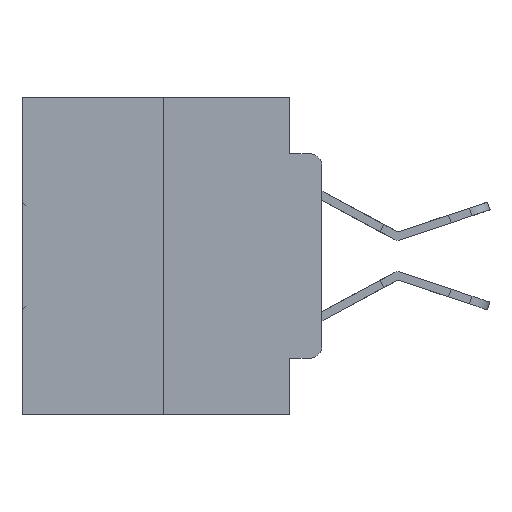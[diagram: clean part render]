
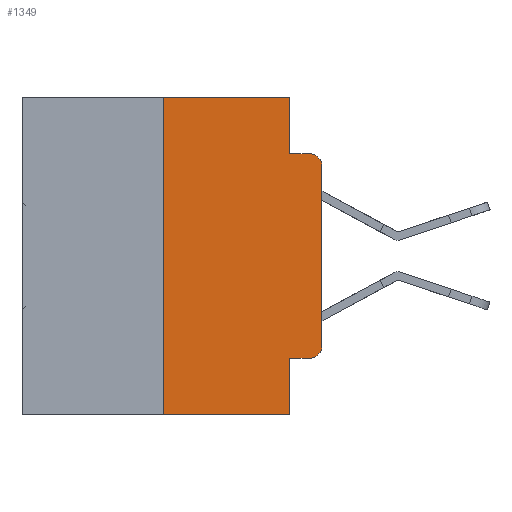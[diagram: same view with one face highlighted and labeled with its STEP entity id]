
A CAD part, left-side view. The second image highlights one B-rep face of the part: STEP entity #1349.
In plain terms, the highlighted planar face has unit normal (-1, 0, 0).
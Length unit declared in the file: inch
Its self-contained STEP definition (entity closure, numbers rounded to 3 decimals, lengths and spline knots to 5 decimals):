
#185 = CIRCLE ( 'NONE', #5796, 0.02 ) ;
#1349 = ADVANCED_FACE ( 'NONE', ( #16535 ), #31134, .F. ) ;
#1584 = CARTESIAN_POINT ( 'NONE',  ( 0., 0.02, -0.3915 ) ) ;
#1709 = DIRECTION ( 'NONE',  ( 0., 0., -1. ) ) ;
#2595 = ORIENTED_EDGE ( 'NONE', *, *, #13128, .F. ) ;
#2695 = ORIENTED_EDGE ( 'NONE', *, *, #24387, .T. ) ;
#2763 = ORIENTED_EDGE ( 'NONE', *, *, #6144, .T. ) ;
#3706 = VERTEX_POINT ( 'NONE', #26423 ) ;
#5463 = CARTESIAN_POINT ( 'NONE',  ( 0., 0.051, -0.0885 ) ) ;
#5572 = CARTESIAN_POINT ( 'NONE',  ( 0., 0.02, -0.4115 ) ) ;
#5796 = AXIS2_PLACEMENT_3D ( 'NONE', #1584, #30847, #13652 ) ;
#6035 = CARTESIAN_POINT ( 'NONE',  ( 0., 0.25, 0. ) ) ;
#6088 = EDGE_CURVE ( 'NONE', #23626, #22557, #29498, .T. ) ;
#6144 = EDGE_CURVE ( 'NONE', #6932, #9839, #17612, .T. ) ;
#6932 = VERTEX_POINT ( 'NONE', #29271 ) ;
#7231 = VECTOR ( 'NONE', #19645, 39.37008 ) ;
#7433 = DIRECTION ( 'NONE',  ( 0., -1., 0. ) ) ;
#7698 = DIRECTION ( 'NONE',  ( 0., 0., 1. ) ) ;
#8381 = CARTESIAN_POINT ( 'NONE',  ( 0., 0.02, -0.1085 ) ) ;
#8649 = ORIENTED_EDGE ( 'NONE', *, *, #9382, .F. ) ;
#9382 = EDGE_CURVE ( 'NONE', #24362, #11346, #17884, .T. ) ;
#9787 = VECTOR ( 'NONE', #7433, 39.37008 ) ;
#9839 = VERTEX_POINT ( 'NONE', #5572 ) ;
#10965 = DIRECTION ( 'NONE',  ( -1., 0., 0. ) ) ;
#11206 = DIRECTION ( 'NONE',  ( 1., 0., 0. ) ) ;
#11345 = CARTESIAN_POINT ( 'NONE',  ( 0., 0.25, -0.5 ) ) ;
#11346 = VERTEX_POINT ( 'NONE', #21542 ) ;
#11695 = VECTOR ( 'NONE', #24915, 39.37008 ) ;
#12557 = CARTESIAN_POINT ( 'NONE',  ( 0., 0.25, 0. ) ) ;
#13128 = EDGE_CURVE ( 'NONE', #23626, #24339, #27200, .T. ) ;
#13131 = DIRECTION ( 'NONE',  ( 0., 0., -1. ) ) ;
#13554 = DIRECTION ( 'NONE',  ( 0., 0., -1. ) ) ;
#13652 = DIRECTION ( 'NONE',  ( 0., 0., -1. ) ) ;
#13814 = CARTESIAN_POINT ( 'NONE',  ( 0., 0.051, -0.0885 ) ) ;
#14796 = CARTESIAN_POINT ( 'NONE',  ( 0., 0.051, 0. ) ) ;
#14883 = CARTESIAN_POINT ( 'NONE',  ( 0., 0.473, -0.5 ) ) ;
#15654 = EDGE_CURVE ( 'NONE', #3706, #11346, #21192, .T. ) ;
#15889 = EDGE_CURVE ( 'NONE', #31148, #3706, #16774, .T. ) ;
#16068 = VECTOR ( 'NONE', #7698, 39.37008 ) ;
#16083 = DIRECTION ( 'NONE',  ( 0., -1., 0. ) ) ;
#16535 = FACE_OUTER_BOUND ( 'NONE', #24111, .T. ) ;
#16774 = LINE ( 'NONE', #26585, #16068 ) ;
#17611 = ORIENTED_EDGE ( 'NONE', *, *, #25319, .F. ) ;
#17612 = LINE ( 'NONE', #27425, #26255 ) ;
#17884 = LINE ( 'NONE', #5463, #28167 ) ;
#17911 = ORIENTED_EDGE ( 'NONE', *, *, #31408, .F. ) ;
#18045 = VERTEX_POINT ( 'NONE', #20808 ) ;
#19270 = CARTESIAN_POINT ( 'NONE',  ( 0., 0.473, 0. ) ) ;
#19468 = LINE ( 'NONE', #14796, #11695 ) ;
#19645 = DIRECTION ( 'NONE',  ( 0., 0., 1. ) ) ;
#20312 = DIRECTION ( 'NONE',  ( 0., -1., 0. ) ) ;
#20426 = ORIENTED_EDGE ( 'NONE', *, *, #6088, .T. ) ;
#20800 = VECTOR ( 'NONE', #16083, 39.37008 ) ;
#20808 = CARTESIAN_POINT ( 'NONE',  ( 0., 0.051, 0. ) ) ;
#21192 = CIRCLE ( 'NONE', #30934, 0.02 ) ;
#21246 = ORIENTED_EDGE ( 'NONE', *, *, #15889, .T. ) ;
#21542 = CARTESIAN_POINT ( 'NONE',  ( 0., 0.02, -0.0885 ) ) ;
#22224 = CARTESIAN_POINT ( 'NONE',  ( 0., 0.051, -0.5 ) ) ;
#22557 = VERTEX_POINT ( 'NONE', #22224 ) ;
#23626 = VERTEX_POINT ( 'NONE', #11345 ) ;
#23906 = LINE ( 'NONE', #19270, #20800 ) ;
#24111 = EDGE_LOOP ( 'NONE', ( #21246, #30901, #8649, #26245, #17611, #2595, #20426, #17911, #2763, #2695 ) ) ;
#24339 = VERTEX_POINT ( 'NONE', #6035 ) ;
#24362 = VERTEX_POINT ( 'NONE', #13814 ) ;
#24387 = EDGE_CURVE ( 'NONE', #9839, #31148, #185, .T. ) ;
#24677 = AXIS2_PLACEMENT_3D ( 'NONE', #26346, #11206, #1709 ) ;
#24915 = DIRECTION ( 'NONE',  ( 0., 0., -1. ) ) ;
#25319 = EDGE_CURVE ( 'NONE', #24339, #18045, #23906, .T. ) ;
#26245 = ORIENTED_EDGE ( 'NONE', *, *, #28191, .F. ) ;
#26255 = VECTOR ( 'NONE', #27901, 39.37008 ) ;
#26346 = CARTESIAN_POINT ( 'NONE',  ( 0., 0.473, 0. ) ) ;
#26403 = CARTESIAN_POINT ( 'NONE',  ( 0., 0., -0.3915 ) ) ;
#26423 = CARTESIAN_POINT ( 'NONE',  ( 0., 0., -0.1085 ) ) ;
#26585 = CARTESIAN_POINT ( 'NONE',  ( 0., 0., 0. ) ) ;
#27200 = LINE ( 'NONE', #12557, #7231 ) ;
#27425 = CARTESIAN_POINT ( 'NONE',  ( 0., 0.051, -0.4115 ) ) ;
#27901 = DIRECTION ( 'NONE',  ( 0., -1., 0. ) ) ;
#28167 = VECTOR ( 'NONE', #20312, 39.37008 ) ;
#28191 = EDGE_CURVE ( 'NONE', #18045, #24362, #19468, .T. ) ;
#28561 = CARTESIAN_POINT ( 'NONE',  ( 0., 0.051, 0. ) ) ;
#29271 = CARTESIAN_POINT ( 'NONE',  ( 0., 0.051, -0.4115 ) ) ;
#29498 = LINE ( 'NONE', #14883, #9787 ) ;
#30808 = LINE ( 'NONE', #28561, #31705 ) ;
#30847 = DIRECTION ( 'NONE',  ( -1., 0., 0. ) ) ;
#30901 = ORIENTED_EDGE ( 'NONE', *, *, #15654, .T. ) ;
#30934 = AXIS2_PLACEMENT_3D ( 'NONE', #8381, #10965, #13554 ) ;
#31134 = PLANE ( 'NONE',  #24677 ) ;
#31148 = VERTEX_POINT ( 'NONE', #26403 ) ;
#31408 = EDGE_CURVE ( 'NONE', #6932, #22557, #30808, .T. ) ;
#31705 = VECTOR ( 'NONE', #13131, 39.37008 ) ;
